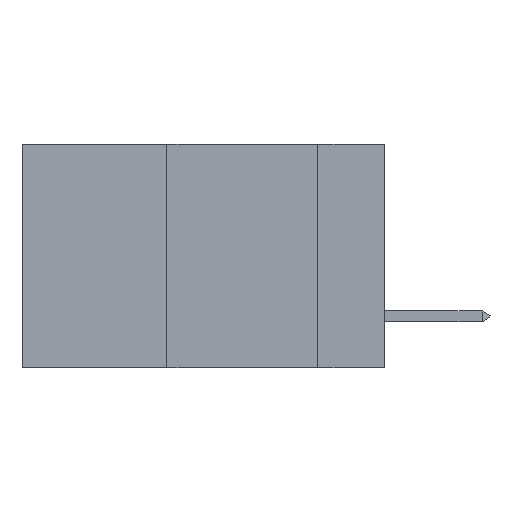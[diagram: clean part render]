
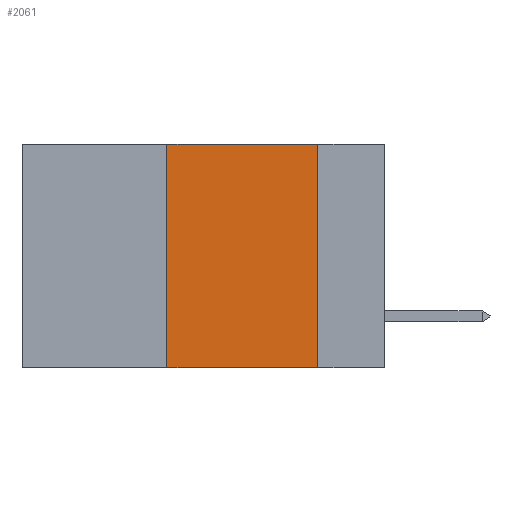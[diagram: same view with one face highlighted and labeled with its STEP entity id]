
A CAD part, left-side view. The second image highlights one B-rep face of the part: STEP entity #2061.
In plain terms, the highlighted planar face has unit normal (-1, 0, 0).
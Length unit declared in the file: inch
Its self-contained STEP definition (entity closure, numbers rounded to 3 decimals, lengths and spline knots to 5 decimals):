
#458 = ORIENTED_EDGE ( 'NONE', *, *, #11965, .F. ) ;
#499 = VERTEX_POINT ( 'NONE', #527 ) ;
#527 = CARTESIAN_POINT ( 'NONE',  ( 0., 0.11, 0. ) ) ;
#903 = DIRECTION ( 'NONE',  ( 0., 0., 1. ) ) ;
#1728 = CARTESIAN_POINT ( 'NONE',  ( 0., 0.36, 0. ) ) ;
#1781 = VECTOR ( 'NONE', #10809, 39.37008 ) ;
#2038 = ORIENTED_EDGE ( 'NONE', *, *, #6979, .T. ) ;
#2061 = ADVANCED_FACE ( 'NONE', ( #13249 ), #13421, .F. ) ;
#2434 = VECTOR ( 'NONE', #903, 39.37008 ) ;
#2507 = LINE ( 'NONE', #4044, #13884 ) ;
#2552 = DIRECTION ( 'NONE',  ( 0., 0., -1. ) ) ;
#2907 = EDGE_CURVE ( 'NONE', #3850, #499, #2507, .T. ) ;
#3850 = VERTEX_POINT ( 'NONE', #1728 ) ;
#3938 = CARTESIAN_POINT ( 'NONE',  ( 0., 0.11, 0. ) ) ;
#3965 = AXIS2_PLACEMENT_3D ( 'NONE', #6752, #14650, #2552 ) ;
#4044 = CARTESIAN_POINT ( 'NONE',  ( 0., 0.6, 0. ) ) ;
#4919 = LINE ( 'NONE', #13027, #2434 ) ;
#5127 = EDGE_LOOP ( 'NONE', ( #8887, #12504, #458, #2038 ) ) ;
#5938 = VERTEX_POINT ( 'NONE', #12400 ) ;
#6627 = VECTOR ( 'NONE', #9303, 39.37008 ) ;
#6752 = CARTESIAN_POINT ( 'NONE',  ( 0., 0.6, 0. ) ) ;
#6979 = EDGE_CURVE ( 'NONE', #11134, #5938, #8187, .T. ) ;
#7036 = EDGE_CURVE ( 'NONE', #499, #5938, #12312, .T. ) ;
#8113 = DIRECTION ( 'NONE',  ( 0., -1., 0. ) ) ;
#8187 = LINE ( 'NONE', #17413, #1781 ) ;
#8887 = ORIENTED_EDGE ( 'NONE', *, *, #7036, .F. ) ;
#9303 = DIRECTION ( 'NONE',  ( 0., 0., -1. ) ) ;
#10809 = DIRECTION ( 'NONE',  ( 0., -1., 0. ) ) ;
#11134 = VERTEX_POINT ( 'NONE', #12928 ) ;
#11965 = EDGE_CURVE ( 'NONE', #11134, #3850, #4919, .T. ) ;
#12312 = LINE ( 'NONE', #3938, #6627 ) ;
#12400 = CARTESIAN_POINT ( 'NONE',  ( 0., 0.11, -0.37 ) ) ;
#12504 = ORIENTED_EDGE ( 'NONE', *, *, #2907, .F. ) ;
#12928 = CARTESIAN_POINT ( 'NONE',  ( 0., 0.36, -0.37 ) ) ;
#13027 = CARTESIAN_POINT ( 'NONE',  ( 0., 0.36, 0. ) ) ;
#13249 = FACE_OUTER_BOUND ( 'NONE', #5127, .T. ) ;
#13421 = PLANE ( 'NONE',  #3965 ) ;
#13884 = VECTOR ( 'NONE', #8113, 39.37008 ) ;
#14650 = DIRECTION ( 'NONE',  ( 1., 0., 0. ) ) ;
#17413 = CARTESIAN_POINT ( 'NONE',  ( 0., 0.6, -0.37 ) ) ;
